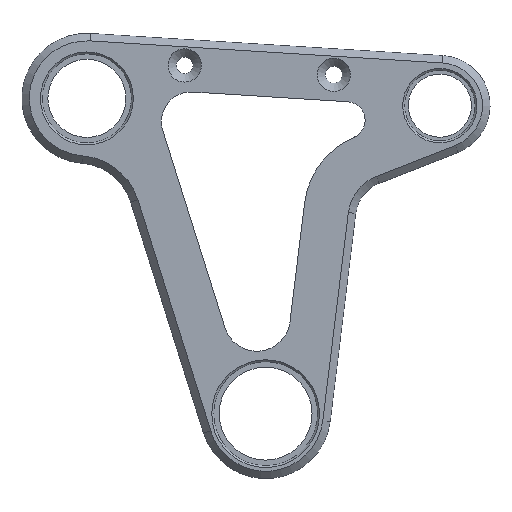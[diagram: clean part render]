
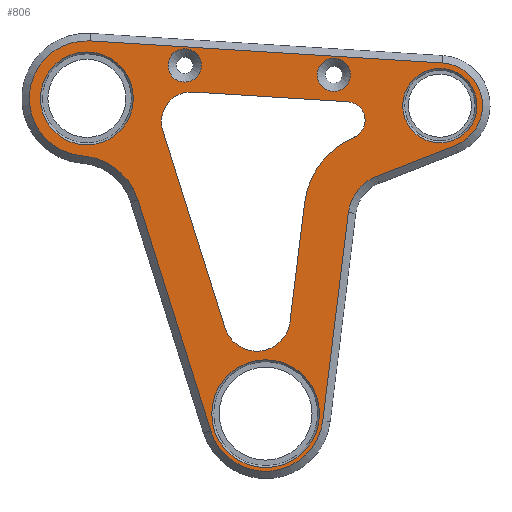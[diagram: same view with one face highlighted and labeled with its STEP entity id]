
A CAD part, front view. The second image highlights one B-rep face of the part: STEP entity #806.
In plain terms, the highlighted planar face has unit normal (0, -1, 0).
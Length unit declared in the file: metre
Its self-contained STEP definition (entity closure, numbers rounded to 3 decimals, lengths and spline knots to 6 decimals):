
#28=CIRCLE('',#861,0.005);
#30=CIRCLE('',#865,0.022);
#40=CIRCLE('',#885,0.009);
#41=CIRCLE('',#887,0.00448);
#42=CIRCLE('',#888,0.00448);
#43=CIRCLE('',#889,0.0145);
#44=CIRCLE('',#890,0.01);
#45=CIRCLE('',#891,0.0125);
#46=CIRCLE('',#892,0.017);
#47=CIRCLE('',#893,0.0155);
#48=CIRCLE('',#894,0.012);
#49=CIRCLE('',#895,0.0115);
#50=CIRCLE('',#896,0.0155);
#51=CIRCLE('',#897,0.008);
#153=ORIENTED_EDGE('',*,*,#356,.T.);
#154=ORIENTED_EDGE('',*,*,#357,.T.);
#155=ORIENTED_EDGE('',*,*,#358,.T.);
#156=ORIENTED_EDGE('',*,*,#359,.T.);
#157=ORIENTED_EDGE('',*,*,#360,.T.);
#158=ORIENTED_EDGE('',*,*,#361,.T.);
#159=ORIENTED_EDGE('',*,*,#362,.T.);
#160=ORIENTED_EDGE('',*,*,#363,.T.);
#161=ORIENTED_EDGE('',*,*,#364,.T.);
#162=ORIENTED_EDGE('',*,*,#365,.T.);
#163=ORIENTED_EDGE('',*,*,#366,.T.);
#164=ORIENTED_EDGE('',*,*,#367,.T.);
#165=ORIENTED_EDGE('',*,*,#368,.T.);
#166=ORIENTED_EDGE('',*,*,#369,.T.);
#167=ORIENTED_EDGE('',*,*,#311,.F.);
#168=ORIENTED_EDGE('',*,*,#370,.T.);
#169=ORIENTED_EDGE('',*,*,#313,.F.);
#170=ORIENTED_EDGE('',*,*,#319,.F.);
#171=ORIENTED_EDGE('',*,*,#322,.T.);
#172=ORIENTED_EDGE('',*,*,#325,.T.);
#173=ORIENTED_EDGE('',*,*,#328,.F.);
#174=ORIENTED_EDGE('',*,*,#355,.F.);
#311=EDGE_CURVE('',#419,#420,#492,.T.);
#313=EDGE_CURVE('',#421,#422,#494,.T.);
#319=EDGE_CURVE('',#426,#421,#28,.T.);
#322=EDGE_CURVE('',#426,#428,#501,.T.);
#325=EDGE_CURVE('',#428,#430,#30,.T.);
#328=EDGE_CURVE('',#432,#430,#505,.T.);
#355=EDGE_CURVE('',#420,#432,#40,.T.);
#356=EDGE_CURVE('',#451,#451,#41,.T.);
#357=EDGE_CURVE('',#452,#452,#42,.T.);
#358=EDGE_CURVE('',#453,#453,#43,.F.);
#359=EDGE_CURVE('',#454,#454,#44,.F.);
#360=EDGE_CURVE('',#455,#455,#45,.F.);
#361=EDGE_CURVE('',#456,#457,#46,.F.);
#362=EDGE_CURVE('',#457,#458,#523,.T.);
#363=EDGE_CURVE('',#458,#459,#47,.T.);
#364=EDGE_CURVE('',#459,#460,#524,.T.);
#365=EDGE_CURVE('',#460,#461,#48,.F.);
#366=EDGE_CURVE('',#461,#462,#525,.T.);
#367=EDGE_CURVE('',#462,#463,#49,.T.);
#368=EDGE_CURVE('',#463,#464,#526,.T.);
#369=EDGE_CURVE('',#464,#456,#50,.T.);
#370=EDGE_CURVE('',#419,#422,#51,.F.);
#419=VERTEX_POINT('',#1230);
#420=VERTEX_POINT('',#1232);
#421=VERTEX_POINT('',#1236);
#422=VERTEX_POINT('',#1237);
#426=VERTEX_POINT('',#1247);
#428=VERTEX_POINT('',#1253);
#430=VERTEX_POINT('',#1259);
#432=VERTEX_POINT('',#1265);
#451=VERTEX_POINT('',#1323);
#452=VERTEX_POINT('',#1325);
#453=VERTEX_POINT('',#1327);
#454=VERTEX_POINT('',#1329);
#455=VERTEX_POINT('',#1331);
#456=VERTEX_POINT('',#1333);
#457=VERTEX_POINT('',#1334);
#458=VERTEX_POINT('',#1336);
#459=VERTEX_POINT('',#1338);
#460=VERTEX_POINT('',#1340);
#461=VERTEX_POINT('',#1342);
#462=VERTEX_POINT('',#1344);
#463=VERTEX_POINT('',#1346);
#464=VERTEX_POINT('',#1348);
#492=LINE('',#1231,#551);
#494=LINE('',#1235,#553);
#501=LINE('',#1254,#560);
#505=LINE('',#1266,#564);
#523=LINE('',#1335,#582);
#524=LINE('',#1339,#583);
#525=LINE('',#1343,#584);
#526=LINE('',#1347,#585);
#551=VECTOR('',#965,1.);
#553=VECTOR('',#969,1.);
#560=VECTOR('',#984,1.);
#564=VECTOR('',#996,1.);
#582=VECTOR('',#1066,1.);
#583=VECTOR('',#1069,1.);
#584=VECTOR('',#1072,1.);
#585=VECTOR('',#1075,1.);
#623=EDGE_LOOP('',(#153));
#624=EDGE_LOOP('',(#154));
#625=EDGE_LOOP('',(#155));
#626=EDGE_LOOP('',(#156));
#627=EDGE_LOOP('',(#157));
#628=EDGE_LOOP('',(#158,#159,#160,#161,#162,#163,#164,#165,#166));
#629=EDGE_LOOP('',(#167,#168,#169,#170,#171,#172,#173,#174));
#704=FACE_BOUND('',#623,.T.);
#705=FACE_BOUND('',#624,.T.);
#706=FACE_BOUND('',#625,.T.);
#707=FACE_BOUND('',#626,.T.);
#708=FACE_BOUND('',#627,.T.);
#709=FACE_BOUND('',#628,.T.);
#710=FACE_BOUND('',#629,.T.);
#778=PLANE('',#886);
#806=ADVANCED_FACE('',(#704,#705,#706,#707,#708,#709,#710),#778,.T.);
#861=AXIS2_PLACEMENT_3D('',#1248,#978,#979);
#865=AXIS2_PLACEMENT_3D('',#1260,#990,#991);
#885=AXIS2_PLACEMENT_3D('',#1320,#1050,#1051);
#886=AXIS2_PLACEMENT_3D('',#1321,#1052,#1053);
#887=AXIS2_PLACEMENT_3D('',#1322,#1054,#1055);
#888=AXIS2_PLACEMENT_3D('',#1324,#1056,#1057);
#889=AXIS2_PLACEMENT_3D('',#1326,#1058,#1059);
#890=AXIS2_PLACEMENT_3D('',#1328,#1060,#1061);
#891=AXIS2_PLACEMENT_3D('',#1330,#1062,#1063);
#892=AXIS2_PLACEMENT_3D('',#1332,#1064,#1065);
#893=AXIS2_PLACEMENT_3D('',#1337,#1067,#1068);
#894=AXIS2_PLACEMENT_3D('',#1341,#1070,#1071);
#895=AXIS2_PLACEMENT_3D('',#1345,#1073,#1074);
#896=AXIS2_PLACEMENT_3D('',#1349,#1076,#1077);
#897=AXIS2_PLACEMENT_3D('',#1350,#1078,#1079);
#965=DIRECTION('',(0.301,0.,-0.954));
#969=DIRECTION('',(-0.998,0.,0.063));
#978=DIRECTION('',(0.,-1.,0.));
#979=DIRECTION('',(0.,0.,-1.));
#984=DIRECTION('',(0.931,0.,0.365));
#990=DIRECTION('',(0.,-1.,0.));
#991=DIRECTION('',(0.,0.,-1.));
#996=DIRECTION('',(0.122,0.,0.993));
#1050=DIRECTION('',(0.,-1.,0.));
#1051=DIRECTION('',(0.,0.,-1.));
#1052=DIRECTION('',(0.,-1.,0.));
#1053=DIRECTION('',(1.,0.,0.));
#1054=DIRECTION('',(0.,1.,0.));
#1055=DIRECTION('',(0.,0.,1.));
#1056=DIRECTION('',(0.,1.,0.));
#1057=DIRECTION('',(0.,0.,1.));
#1058=DIRECTION('',(0.,-1.,0.));
#1059=DIRECTION('',(0.,0.,-1.));
#1060=DIRECTION('',(0.,-1.,0.));
#1061=DIRECTION('',(0.,0.,-1.));
#1062=DIRECTION('',(0.,-1.,0.));
#1063=DIRECTION('',(0.,0.,-1.));
#1064=DIRECTION('',(0.,-1.,0.));
#1065=DIRECTION('',(0.,0.,-1.));
#1066=DIRECTION('',(0.301,0.,-0.954));
#1067=DIRECTION('',(0.,-1.,0.));
#1068=DIRECTION('',(0.,0.,-1.));
#1069=DIRECTION('',(0.122,0.,0.993));
#1070=DIRECTION('',(0.,-1.,0.));
#1071=DIRECTION('',(0.,0.,-1.));
#1072=DIRECTION('',(0.931,0.,0.365));
#1073=DIRECTION('',(0.,-1.,0.));
#1074=DIRECTION('',(0.,0.,-1.));
#1075=DIRECTION('',(-0.998,0.,0.063));
#1076=DIRECTION('',(0.,-1.,0.));
#1077=DIRECTION('',(0.,0.,-1.));
#1078=DIRECTION('',(0.,-1.,0.));
#1079=DIRECTION('',(0.,0.,-1.));
#1230=CARTESIAN_POINT('',(0.006213,-0.042,0.264085));
#1231=CARTESIAN_POINT('',(0.002996,-0.042,0.274287));
#1232=CARTESIAN_POINT('',(0.022941,-0.042,0.211029));
#1235=CARTESIAN_POINT('',(0.002918,-0.042,0.275192));
#1236=CARTESIAN_POINT('',(0.055985,-0.042,0.271863));
#1237=CARTESIAN_POINT('',(0.014343,-0.042,0.274475));
#1247=CARTESIAN_POINT('',(0.057497,-0.042,0.262218));
#1248=CARTESIAN_POINT('',(0.055672,-0.042,0.266872));
#1253=CARTESIAN_POINT('',(0.058198,-0.042,0.262493));
#1254=CARTESIAN_POINT('',(0.057848,-0.042,0.262355));
#1259=CARTESIAN_POINT('',(0.044393,-0.042,0.244692));
#1260=CARTESIAN_POINT('',(0.06623,-0.042,0.242011));
#1265=CARTESIAN_POINT('',(0.040458,-0.042,0.212638));
#1266=CARTESIAN_POINT('',(0.042426,-0.042,0.228665));
#1320=CARTESIAN_POINT('',(0.031525,-0.042,0.213735));
#1321=CARTESIAN_POINT('',(0.031286,-0.042,0.23034));
#1322=CARTESIAN_POINT('',(0.012112,-0.042,0.281629));
#1323=CARTESIAN_POINT('',(0.012112,-0.042,0.286109));
#1324=CARTESIAN_POINT('',(0.05224,-0.042,0.279111));
#1325=CARTESIAN_POINT('',(0.05224,-0.042,0.283591));
#1326=CARTESIAN_POINT('',(0.033897,-0.042,0.187922));
#1327=CARTESIAN_POINT('',(0.033897,-0.042,0.173422));
#1328=CARTESIAN_POINT('',(0.080776,-0.042,0.270808));
#1329=CARTESIAN_POINT('',(0.080776,-0.042,0.260808));
#1330=CARTESIAN_POINT('',(-0.014204,-0.042,0.272759));
#1331=CARTESIAN_POINT('',(-0.014204,-0.042,0.260259));
#1332=CARTESIAN_POINT('',(-0.016713,-0.042,0.240356));
#1333=CARTESIAN_POINT('',(-0.0154,-0.042,0.257305));
#1334=CARTESIAN_POINT('',(-0.0005,-0.042,0.245468));
#1335=CARTESIAN_POINT('',(0.006713,-0.042,0.222592));
#1336=CARTESIAN_POINT('',(0.019114,-0.042,0.183261));
#1337=CARTESIAN_POINT('',(0.033897,-0.042,0.187922));
#1338=CARTESIAN_POINT('',(0.049281,-0.042,0.186033));
#1339=CARTESIAN_POINT('',(0.056159,-0.042,0.242046));
#1340=CARTESIAN_POINT('',(0.056159,-0.042,0.242046));
#1341=CARTESIAN_POINT('',(0.068069,-0.042,0.240584));
#1342=CARTESIAN_POINT('',(0.063689,-0.042,0.251756));
#1343=CARTESIAN_POINT('',(0.084974,-0.042,0.260102));
#1344=CARTESIAN_POINT('',(0.084974,-0.042,0.260102));
#1345=CARTESIAN_POINT('',(0.080776,-0.042,0.270808));
#1346=CARTESIAN_POINT('',(0.081496,-0.042,0.282286));
#1347=CARTESIAN_POINT('',(0.034729,-0.042,0.28522));
#1348=CARTESIAN_POINT('',(-0.013233,-0.042,0.288228));
#1349=CARTESIAN_POINT('',(-0.014204,-0.042,0.272759));
#1350=CARTESIAN_POINT('',(0.013843,-0.042,0.266491));
